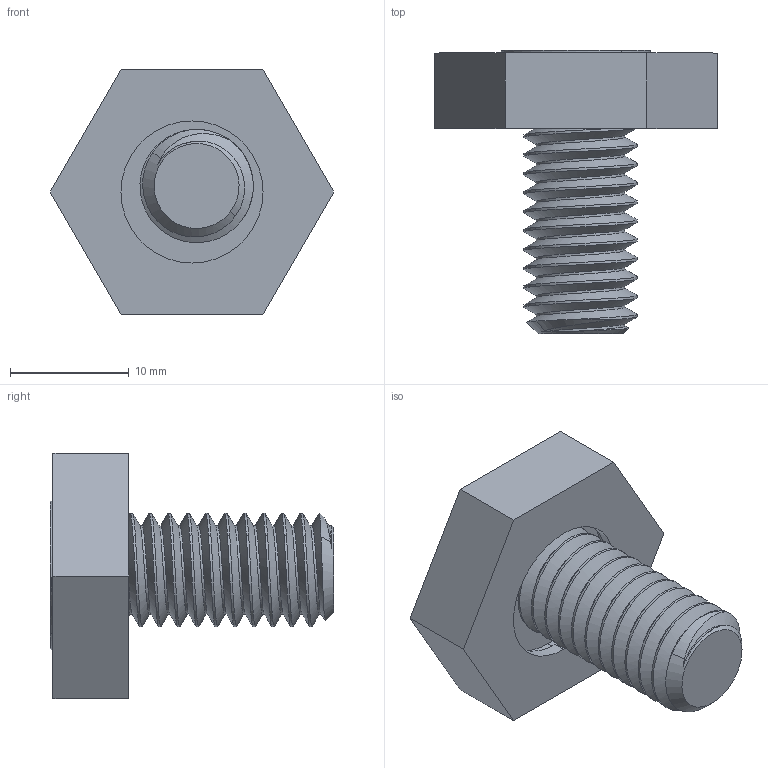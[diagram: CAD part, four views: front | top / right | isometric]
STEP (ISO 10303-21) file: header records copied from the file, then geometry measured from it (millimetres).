
FILE_DESCRIPTION (( 'STEP AP203' ), '1' );
FILE_NAME ('10206.STEP', '2020-05-07T18:14:01', ( 'Marc' ), ( 'Microsoft' ), 'SwSTEP 2.0', 'SolidWorks 2018', '' );
FILE_SCHEMA (( 'CONFIG_CONTROL_DESIGN' ));
Length unit declared in the file: inch
Products named in the file (3): 10206; 10371_10371; 10586_10586
Assembly tree (2 placements, depth 2):
  10206
    10371_10371
    10586_10586
Bounding box: 23.83 x 23.81 x 20.64 mm (x, y, z)
Volume: 3147.4 mm3; surface area: 2564.6 mm2
Topology: 2 solids, 2 shells, 65 faces, 159 edges, 101 vertices
Faces by surface type: cylinder 29, plane 19, cone 14, bspline 3
Entity records: 4247 total; most frequent: CARTESIAN_POINT 2576, ORIENTED_EDGE 318, DIRECTION 253, EDGE_CURVE 159, VERTEX_POINT 101, AXIS2_PLACEMENT_3D 94, EDGE_LOOP 70, VECTOR 65
